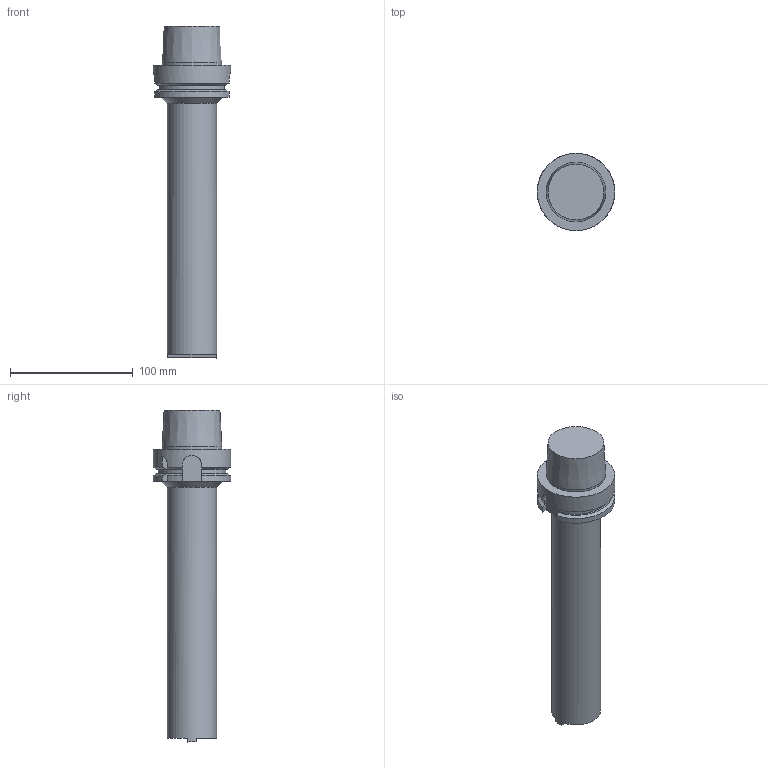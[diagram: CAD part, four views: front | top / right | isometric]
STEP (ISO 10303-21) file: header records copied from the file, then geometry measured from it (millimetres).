
FILE_DESCRIPTION((''),'1');
FILE_NAME('HSK-T63-SDB50DP-235.stp','2022-10-03T05:45:15',(''),(''),'Spatial Interop R21 SP3','Kubotek KeyCreator 2011 V10.0.2 (22737)',' ');
FILE_SCHEMA(('automotive_design'));
Length unit declared in the file: millimetre
Products named in the file (1): 240[2]
Bounding box: 63 x 63 x 270 mm (x, y, z)
Volume: 395804.9 mm3; surface area: 43020.4 mm2
Topology: 1 solids, 1 shells, 47 faces, 127 edges, 84 vertices
Faces by surface type: plane 27, cylinder 12, cone 8
Full cylindrical faces by diameter (mm): 40 x1, 48.43 x1, 63 x1
Entity records: 2744 total; most frequent: CARTESIAN_POINT 422, ORIENTED_EDGE 240, DIRECTION 230, PRESENTATION_STYLE_ASSIGNMENT 216, COLOUR_RGB 216, STYLED_ITEM 168, CURVE_STYLE 168, DRAUGHTING_PRE_DEFINED_CURVE_FONT 168
